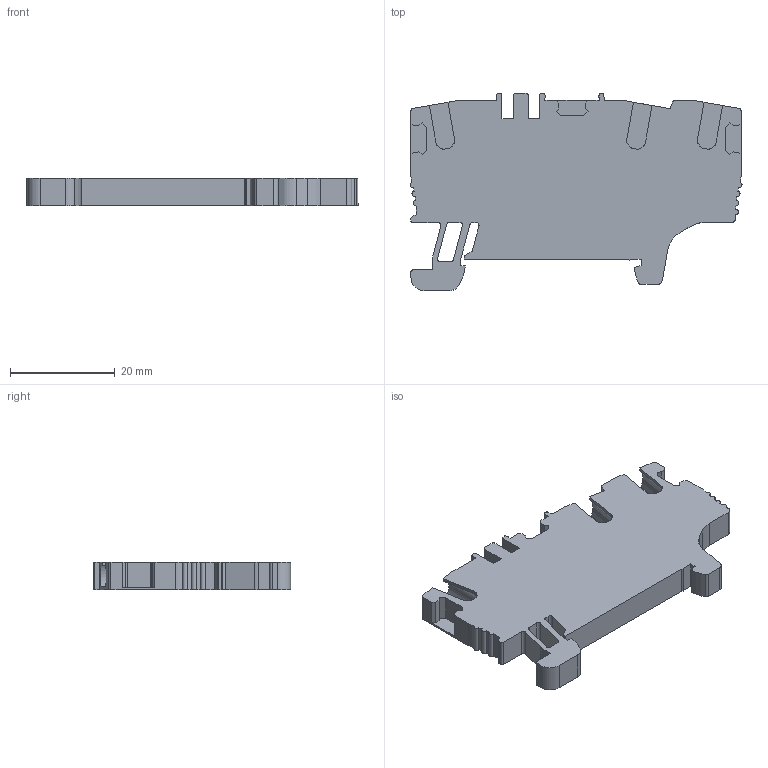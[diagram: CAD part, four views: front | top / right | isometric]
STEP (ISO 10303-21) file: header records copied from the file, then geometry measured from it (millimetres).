
FILE_DESCRIPTION((''),'2;1');
FILE_NAME('EFC_2_ASM','2024-01-15T14:40:19',('klemen.sitar'),('Audax d.o.o.'),'CREO PARAMETRIC BY PTC INC, 2021304','CREO PARAMETRIC BY PTC INC, 2021304','');
FILE_SCHEMA(('AP242_MANAGED_MODEL_BASED_3D_ENGINEERING_MIM_LF { 1 0 10303 442 1 1 4 }'));
Length unit declared in the file: millimetre
Products named in the file (5): EFC_2_1_2; PRT0004_1_4; PRT0004_1_5; PRT0004_1_6; EFC_2_ASM
Assembly tree (4 placements, depth 2):
  EFC_2_ASM
    EFC_2_1_2
    PRT0004_1_4
    PRT0004_1_5
    PRT0004_1_6
Bounding box: 63.46 x 37.7 x 5.2 mm (x, y, z)
Volume: 8463.2 mm3; surface area: 5611 mm2
Topology: 4 solids, 4 shells, 239 faces, 694 edges, 466 vertices
Faces by surface type: plane 167, cylinder 72
Entity records: 12272 total; most frequent: CARTESIAN_POINT 1524, ORIENTED_EDGE 1388, DIRECTION 1334, PRESENTATION_STYLE_ASSIGNMENT 937, STYLED_ITEM 937, CURVE_STYLE 694, EDGE_CURVE 694, VECTOR 538
